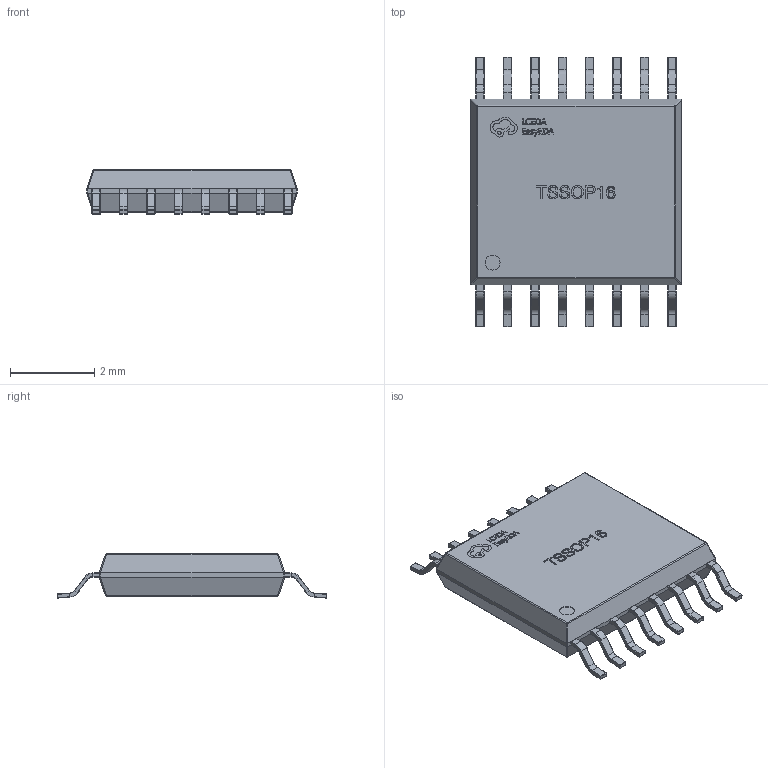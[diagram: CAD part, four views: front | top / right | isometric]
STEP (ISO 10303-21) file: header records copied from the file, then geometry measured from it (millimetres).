
FILE_DESCRIPTION(/* description */ ('','CAx-IF Rec.Pracs.---Representation and Presentation of Product Manufacturing Information (PMI)---4.0---2014-10-13'),/* implementation_level */ '2;1');
FILE_NAME(/* name */ 'U1~TSSOP-16_L5.0-W4.4-P0.65-LS6.4-BL~TSSOP-16_L5.0-W4.4-H1.0-LS6.4-P0.65~Y7iw.step',/* time_stamp */ '2025-04-02T22:59:57+08:00',/* author */ (''),/* organization */ (''),/* preprocessor_version */ 'ST-DEVELOPER v20',/* originating_system */ 'Autodesk Translation Framework v13.20.0.188',/* authorisation */ '');
FILE_SCHEMA (('AP242_MANAGED_MODEL_BASED_3D_ENGINEERING_MIM_LF { 1 0 10303 442 1 1 4 }'));
Length unit declared in the file: millimetre
Products named in the file (2): U1~TSSOP-16_L5.0-W4.4-P0.65-LS6.4-BL~TSSOP-16_L5.0-W4.4-H1.0-LS6.4-P0.
65~Y7iw; TSSOP-16_L5.0-W4.4-P0.65-LS6.4-BL~TSSOP-16_L5.0-W4.4-H1.0-LS6.4-P0.65
~Y7iw
Assembly tree (1 placements, depth 2):
  U1~TSSOP-16_L5.0-W4.4-P0.65-LS6.4-BL~TSSOP-16_L5.0-W4.4-H1.0-LS6.4-P0.
65~Y7iw
    TSSOP-16_L5.0-W4.4-P0.65-LS6.4-BL~TSSOP-16_L5.0-W4.4-H1.0-LS6.4-P0.65
~Y7iw
Bounding box: 5 x 6.41 x 1.05 mm (x, y, z)
Volume: 21.1 mm3; surface area: 69.9 mm2
Topology: 30 solids, 30 shells, 1239 faces, 2819 edges, 1594 vertices
Faces by surface type: plane 519, cylinder 341, bspline 179, torus 128, sphere 72
Full cylindrical faces by diameter (mm): 0.35 x1
Entity records: 37900 total; most frequent: CARTESIAN_POINT 11056, DIRECTION 5521, ORIENTED_EDGE 5510, EDGE_CURVE 2755, AXIS2_PLACEMENT_3D 1971, VERTEX_POINT 1594, LINE 1579, VECTOR 1579
